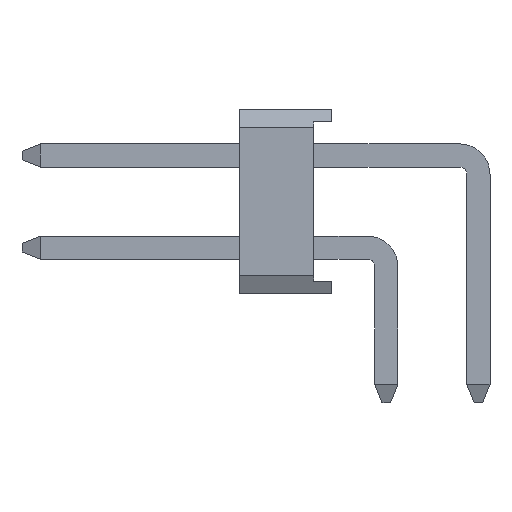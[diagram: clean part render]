
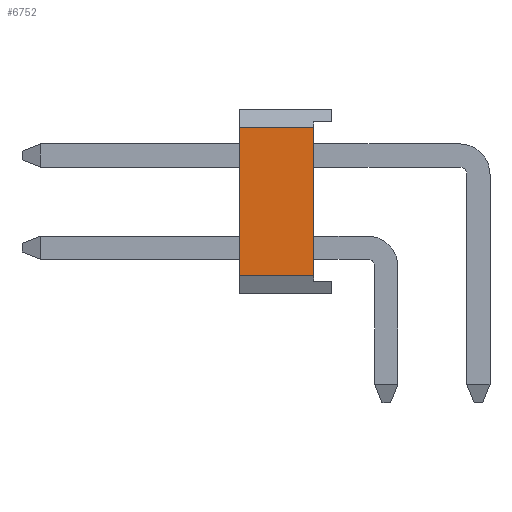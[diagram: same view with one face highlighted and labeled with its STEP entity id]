
A CAD part, left-side view. The second image highlights one B-rep face of the part: STEP entity #6752.
In plain terms, the highlighted planar face has unit normal (-1, 0, 0).
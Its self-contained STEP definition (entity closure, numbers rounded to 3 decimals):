
#1000=ORIENTED_EDGE('',*,*,#1855,.F.);
#1001=ORIENTED_EDGE('',*,*,#1910,.T.);
#1002=ORIENTED_EDGE('',*,*,#1906,.T.);
#1003=ORIENTED_EDGE('',*,*,#1911,.T.);
#1855=EDGE_CURVE('',#2386,#2387,#2915,.T.);
#1906=EDGE_CURVE('',#2415,#2414,#2966,.T.);
#1910=EDGE_CURVE('',#2386,#2415,#2970,.T.);
#1911=EDGE_CURVE('',#2414,#2387,#2971,.T.);
#2386=VERTEX_POINT('',#9288);
#2387=VERTEX_POINT('',#9290);
#2414=VERTEX_POINT('',#9386);
#2415=VERTEX_POINT('',#9388);
#2915=LINE('',#9289,#3551);
#2966=LINE('',#9387,#3602);
#2970=LINE('',#9395,#3606);
#2971=LINE('',#9397,#3607);
#3551=VECTOR('',#7947,1000.);
#3602=VECTOR('',#8036,1000.);
#3606=VECTOR('',#8046,1000.);
#3607=VECTOR('',#8049,1000.);
#4000=EDGE_LOOP('',(#1000,#1001,#1002,#1003));
#4294=FACE_BOUND('',#4000,.T.);
#4558=PLANE('',#7073);
#6752=ADVANCED_FACE('',(#4294),#4558,.T.);
#7073=AXIS2_PLACEMENT_3D('',#9396,#8047,#8048);
#7947=DIRECTION('',(0.,0.,1.));
#8036=DIRECTION('',(0.,0.,1.));
#8046=DIRECTION('',(0.,-1.,0.));
#8047=DIRECTION('',(-1.,0.,0.));
#8048=DIRECTION('',(0.,0.,1.));
#8049=DIRECTION('',(0.,1.,0.));
#9288=CARTESIAN_POINT('',(-6.35,2.04,-0.77));
#9289=CARTESIAN_POINT('',(-6.35,2.04,-12.871));
#9290=CARTESIAN_POINT('',(-6.35,2.04,1.27));
#9386=CARTESIAN_POINT('',(-6.35,-2.04,1.27));
#9387=CARTESIAN_POINT('',(-6.35,-2.04,-12.871));
#9388=CARTESIAN_POINT('',(-6.35,-2.04,-0.77));
#9395=CARTESIAN_POINT('',(-6.35,-2.54,-0.77));
#9396=CARTESIAN_POINT('',(-6.35,-2.54,-1.27));
#9397=CARTESIAN_POINT('',(-6.35,-2.54,1.27));
